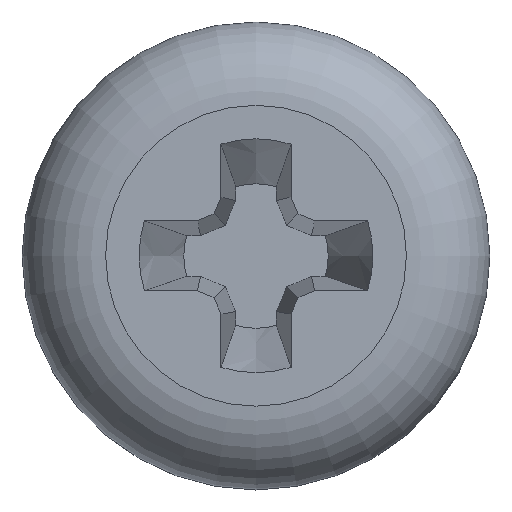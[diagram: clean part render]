
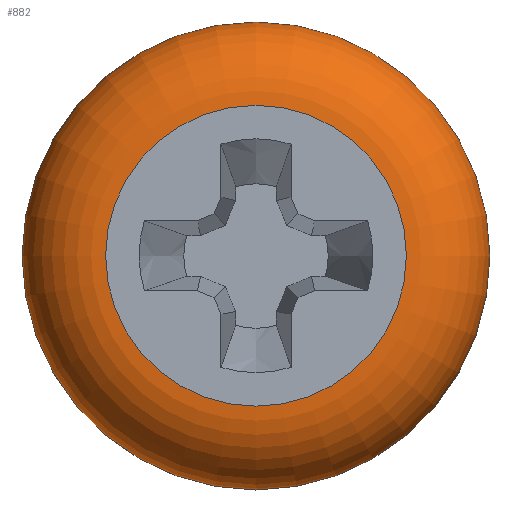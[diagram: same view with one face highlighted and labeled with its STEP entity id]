
A CAD part, top view. The second image highlights one B-rep face of the part: STEP entity #882.
In plain terms, the highlighted toroidal (fillet/blend) face has major radius 1.607 mm and minor radius 0.892 mm.
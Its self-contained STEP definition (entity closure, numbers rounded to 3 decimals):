
#39=TOROIDAL_SURFACE('',#958,1.608,0.893);
#96=FACE_OUTER_BOUND('',#144,.T.);
#144=EDGE_LOOP('',(#656,#657,#658,#659,#660,#661,#662));
#182=CIRCLE('',#959,2.5);
#183=CIRCLE('',#960,2.5);
#184=CIRCLE('',#961,0.893);
#185=CIRCLE('',#962,1.608);
#186=CIRCLE('',#963,1.608);
#187=CIRCLE('',#964,2.5);
#389=VERTEX_POINT('',#3130);
#390=VERTEX_POINT('',#3131);
#391=VERTEX_POINT('',#3133);
#392=VERTEX_POINT('',#3135);
#393=VERTEX_POINT('',#3137);
#500=EDGE_CURVE('',#389,#390,#182,.T.);
#501=EDGE_CURVE('',#391,#389,#183,.T.);
#502=EDGE_CURVE('',#391,#392,#184,.T.);
#503=EDGE_CURVE('',#392,#393,#185,.T.);
#504=EDGE_CURVE('',#393,#392,#186,.T.);
#505=EDGE_CURVE('',#390,#391,#187,.T.);
#656=ORIENTED_EDGE('',*,*,#500,.F.);
#657=ORIENTED_EDGE('',*,*,#501,.F.);
#658=ORIENTED_EDGE('',*,*,#502,.T.);
#659=ORIENTED_EDGE('',*,*,#503,.T.);
#660=ORIENTED_EDGE('',*,*,#504,.T.);
#661=ORIENTED_EDGE('',*,*,#502,.F.);
#662=ORIENTED_EDGE('',*,*,#505,.F.);
#882=ADVANCED_FACE('',(#96),#39,.T.);
#958=AXIS2_PLACEMENT_3D('',#3129,#1075,#1076);
#959=AXIS2_PLACEMENT_3D('',#3132,#1077,#1078);
#960=AXIS2_PLACEMENT_3D('',#3134,#1079,#1080);
#961=AXIS2_PLACEMENT_3D('',#3136,#1081,#1082);
#962=AXIS2_PLACEMENT_3D('',#3138,#1083,#1084);
#963=AXIS2_PLACEMENT_3D('',#3139,#1085,#1086);
#964=AXIS2_PLACEMENT_3D('',#3140,#1087,#1088);
#1075=DIRECTION('center_axis',(0.,0.,-1.));
#1076=DIRECTION('ref_axis',(0.,1.,0.));
#1077=DIRECTION('center_axis',(0.,0.,-1.));
#1078=DIRECTION('ref_axis',(0.,1.,0.));
#1079=DIRECTION('center_axis',(0.,0.,-1.));
#1080=DIRECTION('ref_axis',(0.,1.,0.));
#1081=DIRECTION('center_axis',(-1.,0.,0.));
#1082=DIRECTION('ref_axis',(0.,-1.,0.));
#1083=DIRECTION('center_axis',(0.,0.,-1.));
#1084=DIRECTION('ref_axis',(0.,1.,0.));
#1085=DIRECTION('center_axis',(0.,0.,-1.));
#1086=DIRECTION('ref_axis',(0.,1.,0.));
#1087=DIRECTION('center_axis',(0.,0.,-1.));
#1088=DIRECTION('ref_axis',(0.,1.,0.));
#3129=CARTESIAN_POINT('Origin',(0.,0.,1.208));
#3130=CARTESIAN_POINT('',(-2.5,0.,1.208));
#3131=CARTESIAN_POINT('',(2.5,0.,1.208));
#3132=CARTESIAN_POINT('Origin',(0.,0.,1.208));
#3133=CARTESIAN_POINT('',(0.,-2.5,1.208));
#3134=CARTESIAN_POINT('Origin',(0.,0.,1.208));
#3135=CARTESIAN_POINT('',(0.,-1.608,2.1));
#3136=CARTESIAN_POINT('Origin',(0.,-1.608,1.208));
#3137=CARTESIAN_POINT('',(0.,1.608,2.1));
#3138=CARTESIAN_POINT('Origin',(0.,0.,2.1));
#3139=CARTESIAN_POINT('Origin',(0.,0.,2.1));
#3140=CARTESIAN_POINT('Origin',(0.,0.,1.208));
